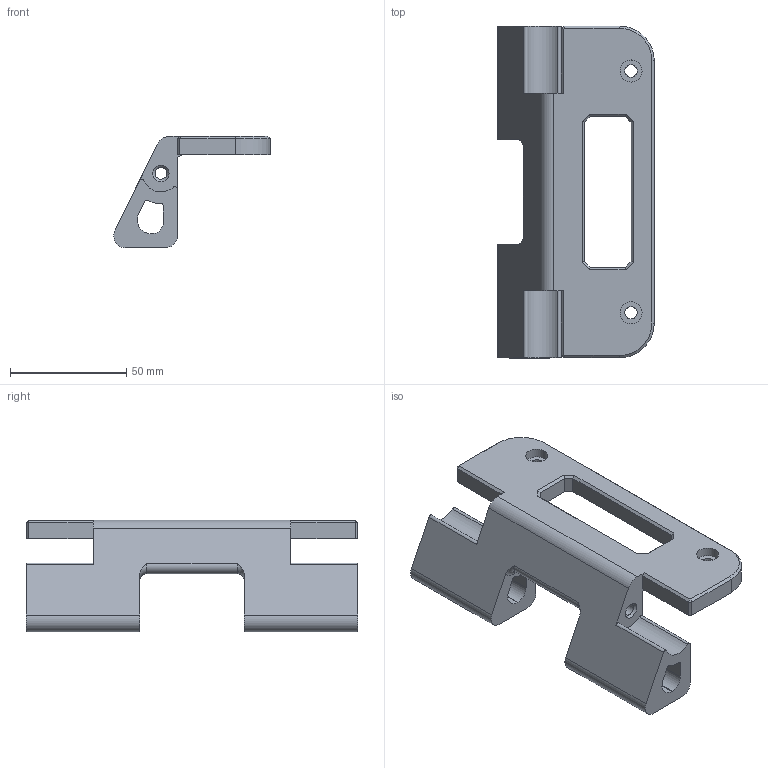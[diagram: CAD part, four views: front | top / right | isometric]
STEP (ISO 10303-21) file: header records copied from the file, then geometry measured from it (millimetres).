
FILE_DESCRIPTION(('STEP AP203'), '1');
FILE_NAME('Hinge_long_low', '', ('UNSPECIFIED'), ('UNSPECIFIED'), 'ASCON STEP Converter 1.6', 'ASCON Math Kernel', '');
FILE_SCHEMA(('CONFIG_CONTROL_DESIGN'));
Length unit declared in the file: millimetre
Bounding box: 67.45 x 143 x 48 mm (x, y, z)
Volume: 102149.7 mm3; surface area: 33234 mm2
Topology: 1 solids, 1 shells, 92 faces, 242 edges, 154 vertices
Faces by surface type: plane 51, cylinder 33, torus 4, cone 4
Full cylindrical faces by diameter (mm): 5 x1, 5.3 x2, 9.5 x2
Entity records: 3766 total; most frequent: CARTESIAN_POINT 672, DIRECTION 491, ORIENTED_EDGE 470, EDGE_CURVE 235, AXIS2_PLACEMENT_3D 167, LINE 157, VECTOR 157, VERTEX_POINT 154
